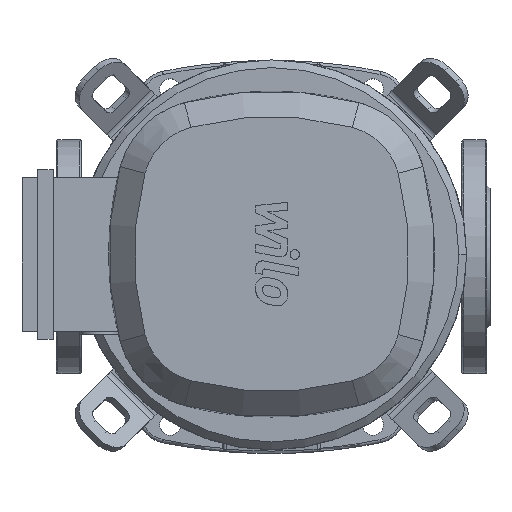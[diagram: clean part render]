
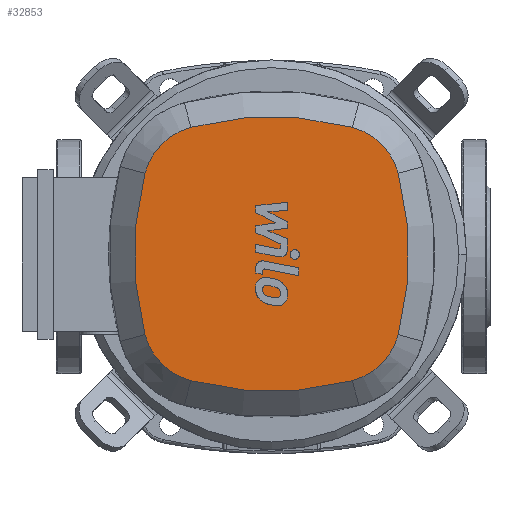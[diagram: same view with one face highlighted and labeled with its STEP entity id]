
A CAD part, top view. The second image highlights one B-rep face of the part: STEP entity #32853.
In plain terms, the highlighted planar face has unit normal (0, 0, 1).
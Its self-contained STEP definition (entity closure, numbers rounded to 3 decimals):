
#32488=CARTESIAN_POINT('',(-81.201,-51.757,1140.0));
#32489=VERTEX_POINT('',#32488);
#32507=CARTESIAN_POINT('',(-51.757,-81.201,1140.0));
#32508=VERTEX_POINT('',#32507);
#32515=CARTESIAN_POINT('',(-41.012,-41.012,1140.0));
#32516=DIRECTION('',(0.0,0.0,-1.0));
#32517=DIRECTION('',(0.0,-1.0,0.0));
#32518=AXIS2_PLACEMENT_3D('',#32515,#32516,#32517);
#32519=CIRCLE('',#32518,41.6);
#32520=EDGE_CURVE('',#32508,#32489,#32519,.T.);
#32530=CARTESIAN_POINT('',(-81.201,51.757,1140.0));
#32531=VERTEX_POINT('',#32530);
#32548=CARTESIAN_POINT('',(112.387,0.,1140.0));
#32549=DIRECTION('',(0.0,0.0,-1.0));
#32550=DIRECTION('',(-0.966,0.258,0.0));
#32551=AXIS2_PLACEMENT_3D('',#32548,#32549,#32550);
#32552=CIRCLE('',#32551,200.387);
#32553=EDGE_CURVE('',#32489,#32531,#32552,.T.);
#32565=CARTESIAN_POINT('',(51.757,-81.201,1140.0));
#32566=VERTEX_POINT('',#32565);
#32573=CARTESIAN_POINT('',(0.,112.387,1140.0));
#32574=DIRECTION('',(0.0,0.0,-1.0));
#32575=DIRECTION('',(-0.258,-0.966,0.0));
#32576=AXIS2_PLACEMENT_3D('',#32573,#32574,#32575);
#32577=CIRCLE('',#32576,200.387);
#32578=EDGE_CURVE('',#32566,#32508,#32577,.T.);
#32596=CARTESIAN_POINT('',(-51.757,81.201,1140.0));
#32597=VERTEX_POINT('',#32596);
#32614=CARTESIAN_POINT('',(-41.012,41.012,1140.0));
#32615=DIRECTION('',(0.0,0.0,-1.0));
#32616=DIRECTION('',(-1.0,0.0,0.0));
#32617=AXIS2_PLACEMENT_3D('',#32614,#32615,#32616);
#32618=CIRCLE('',#32617,41.6);
#32619=EDGE_CURVE('',#32531,#32597,#32618,.T.);
#32631=CARTESIAN_POINT('',(81.201,-51.757,1140.0));
#32632=VERTEX_POINT('',#32631);
#32639=CARTESIAN_POINT('',(41.012,-41.012,1140.0));
#32640=DIRECTION('',(0.0,0.0,-1.0));
#32641=DIRECTION('',(1.0,0.0,0.0));
#32642=AXIS2_PLACEMENT_3D('',#32639,#32640,#32641);
#32643=CIRCLE('',#32642,41.6);
#32644=EDGE_CURVE('',#32632,#32566,#32643,.T.);
#32662=CARTESIAN_POINT('',(51.757,81.201,1140.0));
#32663=VERTEX_POINT('',#32662);
#32680=CARTESIAN_POINT('',(0.,-112.387,1140.0));
#32681=DIRECTION('',(0.0,0.0,-1.0));
#32682=DIRECTION('',(0.258,0.966,0.0));
#32683=AXIS2_PLACEMENT_3D('',#32680,#32681,#32682);
#32684=CIRCLE('',#32683,200.387);
#32685=EDGE_CURVE('',#32597,#32663,#32684,.T.);
#32697=CARTESIAN_POINT('',(81.201,51.757,1140.0));
#32698=VERTEX_POINT('',#32697);
#32705=CARTESIAN_POINT('',(-112.387,0.,1140.0));
#32706=DIRECTION('',(0.0,0.0,-1.0));
#32707=DIRECTION('',(0.966,-0.258,0.0));
#32708=AXIS2_PLACEMENT_3D('',#32705,#32706,#32707);
#32709=CIRCLE('',#32708,200.387);
#32710=EDGE_CURVE('',#32698,#32632,#32709,.T.);
#32729=CARTESIAN_POINT('',(41.012,41.012,1140.0));
#32730=DIRECTION('',(0.0,0.0,-1.0));
#32731=DIRECTION('',(0.0,1.0,0.0));
#32732=AXIS2_PLACEMENT_3D('',#32729,#32730,#32731);
#32733=CIRCLE('',#32732,41.6);
#32734=EDGE_CURVE('',#32663,#32698,#32733,.T.);
#32838=CARTESIAN_POINT('',(90.191,0.,1140.0));
#32839=DIRECTION('',(0.0,0.0,1.0));
#32840=DIRECTION('',(-1.0,0.0,0.0));
#32841=AXIS2_PLACEMENT_3D('',#32838,#32839,#32840);
#32842=PLANE('',#32841);
#32843=ORIENTED_EDGE('',*,*,#32520,.F.);
#32844=ORIENTED_EDGE('',*,*,#32578,.F.);
#32845=ORIENTED_EDGE('',*,*,#32644,.F.);
#32846=ORIENTED_EDGE('',*,*,#32710,.F.);
#32847=ORIENTED_EDGE('',*,*,#32734,.F.);
#32848=ORIENTED_EDGE('',*,*,#32685,.F.);
#32849=ORIENTED_EDGE('',*,*,#32619,.F.);
#32850=ORIENTED_EDGE('',*,*,#32553,.F.);
#32851=EDGE_LOOP('',(#32843,#32844,#32845,#32846,#32847,#32848,#32849,#32850));
#32852=FACE_OUTER_BOUND('',#32851,.T.);
#32853=ADVANCED_FACE('',(#32852),#32842,.T.);
